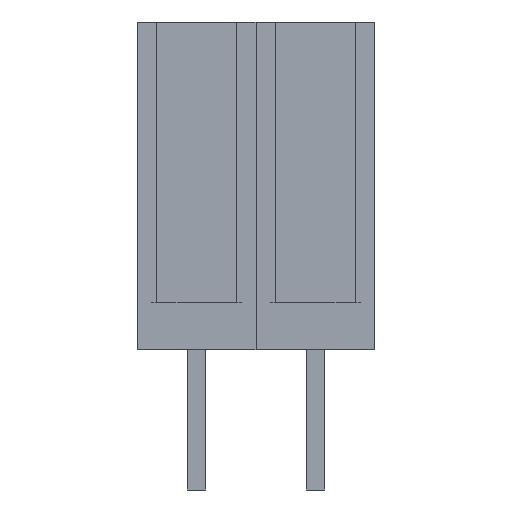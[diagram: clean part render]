
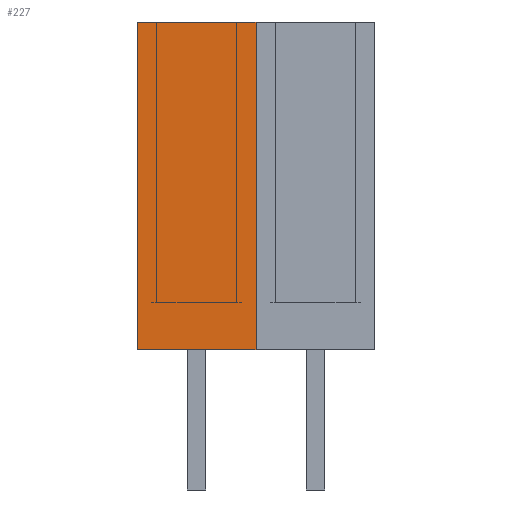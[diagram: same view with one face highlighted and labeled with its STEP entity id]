
A CAD part, front view. The second image highlights one B-rep face of the part: STEP entity #227.
In plain terms, the highlighted planar face has unit normal (0, -1, 0).
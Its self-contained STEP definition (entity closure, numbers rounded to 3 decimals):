
#13=DIRECTION('',(0.,0.,1.));
#14=DIRECTION('',(1.,0.,0.));
#203=EDGE_CURVE('',#204,#206,#208,.T.);
#204=VERTEX_POINT('',#205);
#205=CARTESIAN_POINT('',(-1.27,-1.271,0.));
#206=VERTEX_POINT('',#207);
#207=CARTESIAN_POINT('',(-1.27,-1.271,7.));
#208=LINE('',#205,#209);
#209=VECTOR('',#13,1.);
#216=DIRECTION('',(0.,1.,0.));
#227=ADVANCED_FACE('',(#228),#245,.F.);
#228=FACE_BOUND('',#229,.F.);
#229=EDGE_LOOP('',(#230,#236,#237,#242));
#230=ORIENTED_EDGE('',*,*,#231,.F.);
#231=EDGE_CURVE('',#204,#232,#234,.T.);
#232=VERTEX_POINT('',#233);
#233=CARTESIAN_POINT('',(1.27,-1.271,0.));
#234=LINE('',#205,#235);
#235=VECTOR('',#14,1.);
#236=ORIENTED_EDGE('',*,*,#203,.T.);
#237=ORIENTED_EDGE('',*,*,#238,.T.);
#238=EDGE_CURVE('',#206,#239,#241,.T.);
#239=VERTEX_POINT('',#240);
#240=CARTESIAN_POINT('',(1.27,-1.271,7.));
#241=LINE('',#207,#235);
#242=ORIENTED_EDGE('',*,*,#243,.F.);
#243=EDGE_CURVE('',#232,#239,#244,.T.);
#244=LINE('',#233,#209);
#245=PLANE('',#246);
#246=AXIS2_PLACEMENT_3D('',#205,#216,#13);
